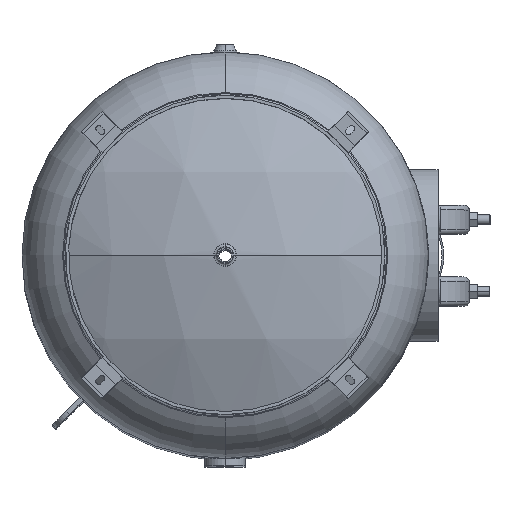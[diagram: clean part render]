
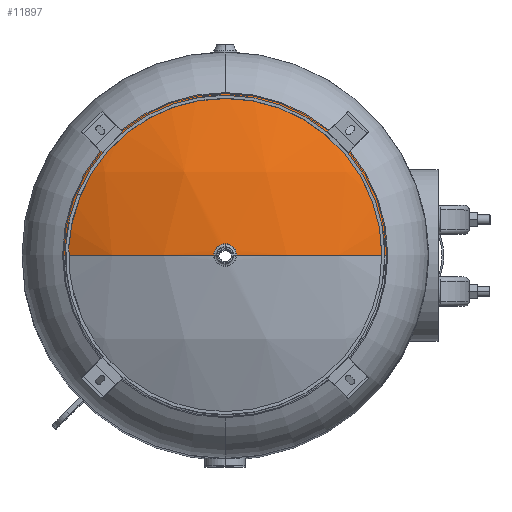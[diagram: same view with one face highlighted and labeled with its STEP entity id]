
A CAD part, top view. The second image highlights one B-rep face of the part: STEP entity #11897.
In plain terms, the highlighted spherical face has radius 960.12 mm.
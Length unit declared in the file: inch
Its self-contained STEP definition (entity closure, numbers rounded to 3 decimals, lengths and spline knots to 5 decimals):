
#589 = ORIENTED_EDGE ( 'NONE', *, *, #12060, .F. ) ;
#590 = ORIENTED_EDGE ( 'NONE', *, *, #11923, .F. ) ;
#591 = ORIENTED_EDGE ( 'NONE', *, *, #11786, .T. ) ;
#592 = ORIENTED_EDGE ( 'NONE', *, *, #12063, .F. ) ;
#593 = ORIENTED_EDGE ( 'NONE', *, *, #12061, .F. ) ;
#3078 = CARTESIAN_POINT ( 'NONE',  ( 16.8, 0., 54.56148 ) ) ;
#3111 = CARTESIAN_POINT ( 'NONE',  ( 0., 16.8, 54.56148 ) ) ;
#3113 = CARTESIAN_POINT ( 'NONE',  ( 0.8775, 0., 58.48981 ) ) ;
#3116 = CARTESIAN_POINT ( 'NONE',  ( -16.8, 0., 54.56148 ) ) ;
#3128 = CARTESIAN_POINT ( 'NONE',  ( -0.8775, 0., 58.48981 ) ) ;
#10462 = DIRECTION ( 'NONE',  ( -1., 0., 0. ) ) ;
#10463 = DIRECTION ( 'NONE',  ( 0., 0., 1. ) ) ;
#10464 = CARTESIAN_POINT ( 'NONE',  ( 0., 0., 58.48981 ) ) ;
#10470 = DIRECTION ( 'NONE',  ( 1., 0., 0. ) ) ;
#10471 = DIRECTION ( 'NONE',  ( 0., -1., 0. ) ) ;
#10472 = CARTESIAN_POINT ( 'NONE',  ( 0., 0., 20.7 ) ) ;
#10473 = DIRECTION ( 'NONE',  ( 0., 1., 0. ) ) ;
#10474 = DIRECTION ( 'NONE',  ( 0., 0., -1. ) ) ;
#10475 = CARTESIAN_POINT ( 'NONE',  ( 0., 0., 54.56148 ) ) ;
#11552 = DIRECTION ( 'NONE',  ( 0., 1., 0. ) ) ;
#11553 = DIRECTION ( 'NONE',  ( 0., 0., -1. ) ) ;
#11554 = CARTESIAN_POINT ( 'NONE',  ( 0., 0., 54.56148 ) ) ;
#11786 = EDGE_CURVE ( 'NONE', #18437, #18123, #15127, .T. ) ;
#11897 = ADVANCED_FACE ( 'NONE', ( #12599 ), #12598, .T. ) ;
#11923 = EDGE_CURVE ( 'NONE', #18436, #18123, #15519, .T. ) ;
#12060 = EDGE_CURVE ( 'NONE', #18442, #18436, #15760, .T. ) ;
#12061 = EDGE_CURVE ( 'NONE', #18455, #18442, #15759, .T. ) ;
#12063 = EDGE_CURVE ( 'NONE', #18437, #18455, #15764, .T. ) ;
#12595 = DIRECTION ( 'NONE',  ( 1., 0., 0. ) ) ;
#12596 = DIRECTION ( 'NONE',  ( 0., -1., 0. ) ) ;
#12598 = SPHERICAL_SURFACE ( 'NONE', #15489, 37.8 ) ;
#12599 = FACE_OUTER_BOUND ( 'NONE', #17768, .T. ) ;
#12602 = CARTESIAN_POINT ( 'NONE',  ( 0., 0., 20.7 ) ) ;
#14471 = DIRECTION ( 'NONE',  ( 0., 0., 1. ) ) ;
#14474 = DIRECTION ( 'NONE',  ( 0., 1., 0. ) ) ;
#14476 = CARTESIAN_POINT ( 'NONE',  ( 0., 0., 20.7 ) ) ;
#15127 = CIRCLE ( 'NONE', #15161, 37.8 ) ;
#15161 = AXIS2_PLACEMENT_3D ( 'NONE', #14476, #14474, #14471 ) ;
#15489 = AXIS2_PLACEMENT_3D ( 'NONE', #12602, #12596, #12595 ) ;
#15519 = CIRCLE ( 'NONE', #15520, 16.8 ) ;
#15520 = AXIS2_PLACEMENT_3D ( 'NONE', #11554, #11553, #11552 ) ;
#15759 = CIRCLE ( 'NONE', #15763, 37.8 ) ;
#15760 = CIRCLE ( 'NONE', #15761, 16.8 ) ;
#15761 = AXIS2_PLACEMENT_3D ( 'NONE', #10475, #10474, #10473 ) ;
#15763 = AXIS2_PLACEMENT_3D ( 'NONE', #10472, #10471, #10470 ) ;
#15764 = CIRCLE ( 'NONE', #15767, 0.8775 ) ;
#15767 = AXIS2_PLACEMENT_3D ( 'NONE', #10464, #10463, #10462 ) ;
#17768 = EDGE_LOOP ( 'NONE', ( #593, #592, #591, #590, #589 ) ) ;
#18123 = VERTEX_POINT ( 'NONE', #3078 ) ;
#18436 = VERTEX_POINT ( 'NONE', #3111 ) ;
#18437 = VERTEX_POINT ( 'NONE', #3113 ) ;
#18442 = VERTEX_POINT ( 'NONE', #3116 ) ;
#18455 = VERTEX_POINT ( 'NONE', #3128 ) ;
